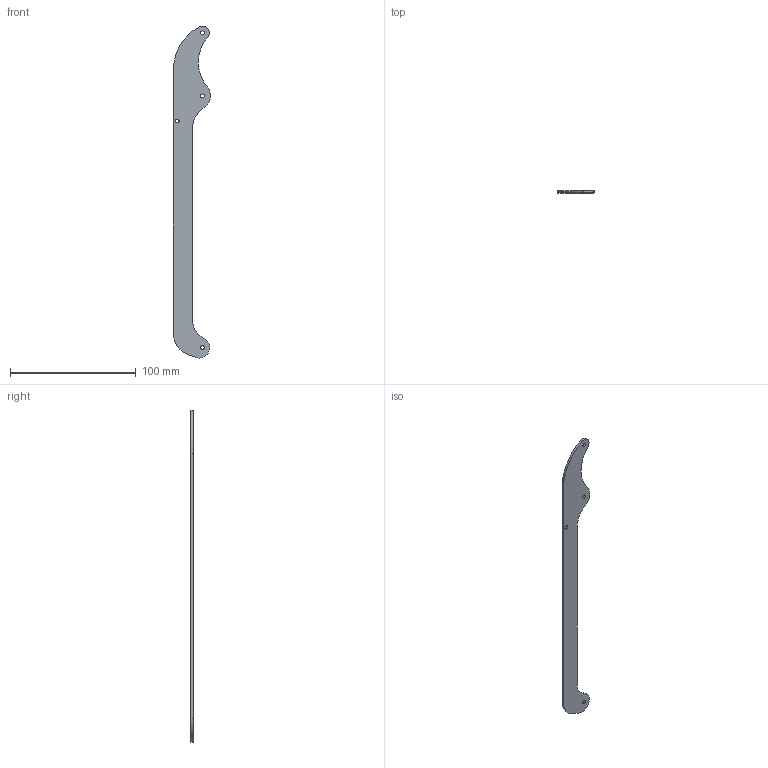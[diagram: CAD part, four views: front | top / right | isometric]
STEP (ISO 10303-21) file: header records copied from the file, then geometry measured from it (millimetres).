
FILE_DESCRIPTION (( 'STEP AP203' ), '1' );
FILE_NAME ('A1P3.step_Default_sldprt.STEP', '2025-07-03T11:07:07', ( '' ), ( '' ), 'SwSTEP 2.0', 'SolidWorks 2024', '' );
FILE_SCHEMA (( 'CONFIG_CONTROL_DESIGN' ));
Length unit declared in the file: metre
Products named in the file (1): A1P3.step_Default_sldprt
Bounding box: 29.5 x 1.7 x 263.78 mm (x, y, z)
Volume: 7703.6 mm3; surface area: 10099.1 mm2
Topology: 1 solids, 1 shells, 21 faces, 57 edges, 38 vertices
Faces by surface type: cylinder 16, plane 5
Entity records: 776 total; most frequent: DIRECTION 133, CARTESIAN_POINT 117, ORIENTED_EDGE 114, EDGE_CURVE 57, AXIS2_PLACEMENT_3D 54, VERTEX_POINT 38, CIRCLE 32, EDGE_LOOP 29
